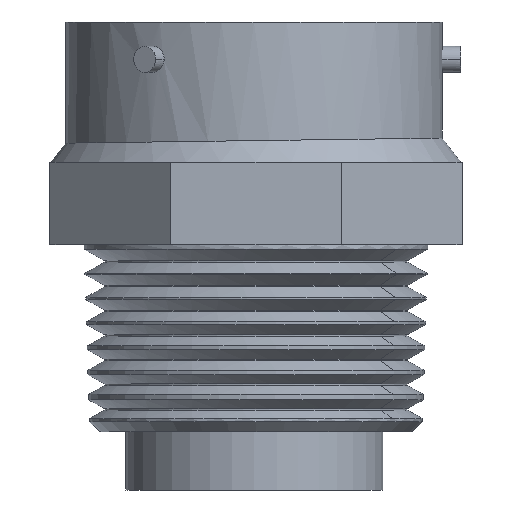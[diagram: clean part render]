
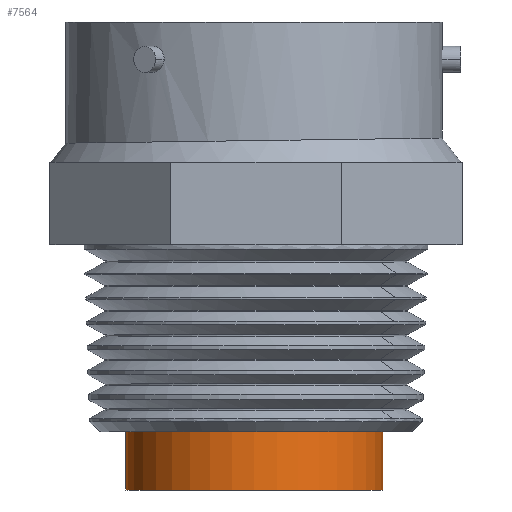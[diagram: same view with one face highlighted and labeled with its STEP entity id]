
A CAD part, left-side view. The second image highlights one B-rep face of the part: STEP entity #7564.
In plain terms, the highlighted cylindrical face has radius 9.9 mm (diameter 19.8 mm), a partial arc.
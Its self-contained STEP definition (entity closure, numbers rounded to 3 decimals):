
#616=CARTESIAN_POINT('',(0.,0.12,-10.06));
#617=DIRECTION('',(0.,0.,-1.));
#618=DIRECTION('',(0.,-1.,0.));
#619=AXIS2_PLACEMENT_3D('',#616,#617,#618);
#630=DIRECTION('',(0.,0.,1.));
#631=VECTOR('',#630,4.5);
#632=CARTESIAN_POINT('',(0.,10.02,-14.56));
#633=LINE('',#632,#631);
#634=DIRECTION('',(0.,0.,1.));
#635=VECTOR('',#634,4.5);
#636=CARTESIAN_POINT('',(0.,-9.78,-14.56));
#637=LINE('',#636,#635);
#643=CARTESIAN_POINT('',(0.,0.12,-14.56));
#644=DIRECTION('',(0.,0.,-1.));
#645=DIRECTION('',(0.,-1.,0.));
#646=AXIS2_PLACEMENT_3D('',#643,#644,#645);
#6810=CARTESIAN_POINT('',(0.,10.02,-14.56));
#6811=CARTESIAN_POINT('',(0.,-9.78,-14.56));
#6812=VERTEX_POINT('',#6810);
#6813=VERTEX_POINT('',#6811);
#6814=CARTESIAN_POINT('',(0.,10.02,-10.06));
#6815=CARTESIAN_POINT('',(0.,-9.78,-10.06));
#6816=VERTEX_POINT('',#6814);
#6817=VERTEX_POINT('',#6815);
#7552=CARTESIAN_POINT('',(0.,0.12,-14.56));
#7553=DIRECTION('',(0.,0.,-1.));
#7554=DIRECTION('',(0.,1.,0.));
#7555=AXIS2_PLACEMENT_3D('',#7552,#7553,#7554);
#7556=CYLINDRICAL_SURFACE('',#7555,9.9);
#7557=ORIENTED_EDGE('',*,*,#7520,.F.);
#7558=ORIENTED_EDGE('',*,*,#7547,.F.);
#7560=ORIENTED_EDGE('',*,*,#7559,.T.);
#7561=ORIENTED_EDGE('',*,*,#7543,.T.);
#7562=EDGE_LOOP('',(#7557,#7558,#7560,#7561));
#7563=FACE_OUTER_BOUND('',#7562,.F.);
#7564=ADVANCED_FACE('',(#7563),#7556,.T.);
#620=CIRCLE('',#619,9.9);
#647=CIRCLE('',#646,9.9);
#7520=EDGE_CURVE('',#6817,#6816,#620,.T.);
#7543=EDGE_CURVE('',#6812,#6816,#633,.T.);
#7547=EDGE_CURVE('',#6813,#6817,#637,.T.);
#7559=EDGE_CURVE('',#6813,#6812,#647,.T.);
